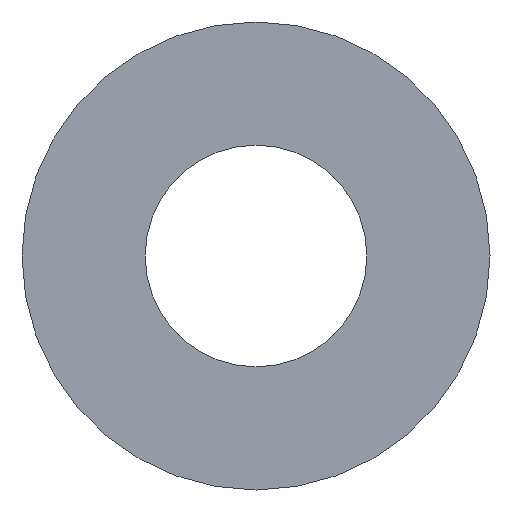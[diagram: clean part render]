
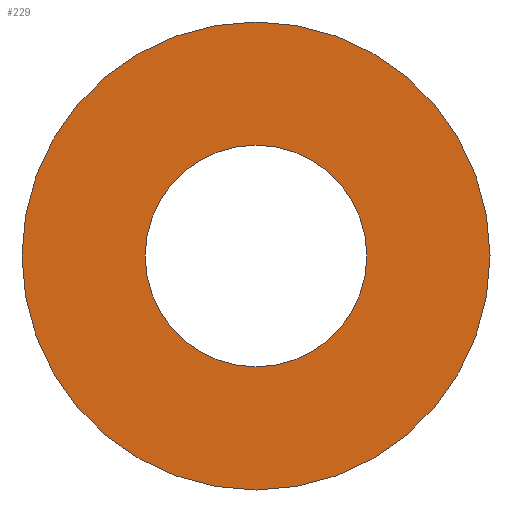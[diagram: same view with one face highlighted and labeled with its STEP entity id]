
A CAD part, front view. The second image highlights one B-rep face of the part: STEP entity #229.
In plain terms, the highlighted planar face has unit normal (0, -1, 0).
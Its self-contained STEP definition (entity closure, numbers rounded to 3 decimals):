
#1 = EDGE_CURVE ( 'NONE', #85, #238, #242, .T. ) ;
#11 = ORIENTED_EDGE ( 'NONE', *, *, #48, .F. ) ;
#13 = AXIS2_PLACEMENT_3D ( 'NONE', #31, #152, #15 ) ;
#15 = DIRECTION ( 'NONE',  ( 0., 0., 1. ) ) ;
#31 = CARTESIAN_POINT ( 'NONE',  ( 0., 0., 0. ) ) ;
#32 = CARTESIAN_POINT ( 'NONE',  ( 0., 0., -3.8 ) ) ;
#36 = DIRECTION ( 'NONE',  ( 0., 0., 1. ) ) ;
#47 = EDGE_LOOP ( 'NONE', ( #67, #139 ) ) ;
#48 = EDGE_CURVE ( 'NONE', #234, #82, #145, .T. ) ;
#56 = AXIS2_PLACEMENT_3D ( 'NONE', #120, #132, #59 ) ;
#59 = DIRECTION ( 'NONE',  ( 0., 0., 1. ) ) ;
#64 = ORIENTED_EDGE ( 'NONE', *, *, #205, .F. ) ;
#67 = ORIENTED_EDGE ( 'NONE', *, *, #1, .T. ) ;
#77 = DIRECTION ( 'NONE',  ( 0., 1., 0. ) ) ;
#81 = CARTESIAN_POINT ( 'NONE',  ( 0., 0., 0. ) ) ;
#82 = VERTEX_POINT ( 'NONE', #32 ) ;
#85 = VERTEX_POINT ( 'NONE', #195 ) ;
#101 = CARTESIAN_POINT ( 'NONE',  ( 0., 0., 3.8 ) ) ;
#103 = EDGE_CURVE ( 'NONE', #238, #85, #182, .T. ) ;
#115 = AXIS2_PLACEMENT_3D ( 'NONE', #81, #77, #36 ) ;
#120 = CARTESIAN_POINT ( 'NONE',  ( 0., 0., 0. ) ) ;
#121 = CARTESIAN_POINT ( 'NONE',  ( 0., 0., 1.8 ) ) ;
#129 = DIRECTION ( 'NONE',  ( 0., 0., 1. ) ) ;
#132 = DIRECTION ( 'NONE',  ( 0., 1., 0. ) ) ;
#136 = FACE_OUTER_BOUND ( 'NONE', #235, .T. ) ;
#139 = ORIENTED_EDGE ( 'NONE', *, *, #103, .T. ) ;
#145 = CIRCLE ( 'NONE', #189, 3.8 ) ;
#152 = DIRECTION ( 'NONE',  ( 0., 1., 0. ) ) ;
#158 = FACE_BOUND ( 'NONE', #47, .T. ) ;
#170 = CIRCLE ( 'NONE', #115, 3.8 ) ;
#182 = CIRCLE ( 'NONE', #210, 1.8 ) ;
#189 = AXIS2_PLACEMENT_3D ( 'NONE', #206, #223, #244 ) ;
#195 = CARTESIAN_POINT ( 'NONE',  ( 0., 0., -1.8 ) ) ;
#200 = PLANE ( 'NONE',  #56 ) ;
#205 = EDGE_CURVE ( 'NONE', #82, #234, #170, .T. ) ;
#206 = CARTESIAN_POINT ( 'NONE',  ( 0., 0., 0. ) ) ;
#210 = AXIS2_PLACEMENT_3D ( 'NONE', #222, #243, #129 ) ;
#222 = CARTESIAN_POINT ( 'NONE',  ( 0., 0., 0. ) ) ;
#223 = DIRECTION ( 'NONE',  ( 0., 1., 0. ) ) ;
#229 = ADVANCED_FACE ( 'NONE', ( #136, #158 ), #200, .F. ) ;
#234 = VERTEX_POINT ( 'NONE', #101 ) ;
#235 = EDGE_LOOP ( 'NONE', ( #64, #11 ) ) ;
#238 = VERTEX_POINT ( 'NONE', #121 ) ;
#242 = CIRCLE ( 'NONE', #13, 1.8 ) ;
#243 = DIRECTION ( 'NONE',  ( 0., 1., 0. ) ) ;
#244 = DIRECTION ( 'NONE',  ( 0., 0., 1. ) ) ;
